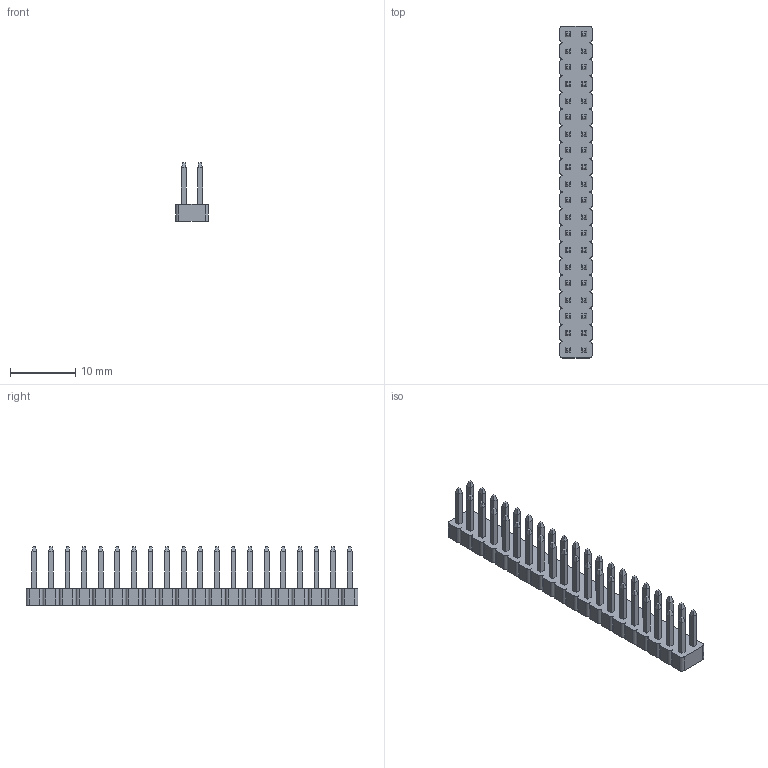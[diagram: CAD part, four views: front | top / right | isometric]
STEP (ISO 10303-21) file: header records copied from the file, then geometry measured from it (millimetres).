
FILE_DESCRIPTION (( 'STEP AP214' ), '1' );
FILE_NAME ('20x2_Male_Pin_Header.STEP', '2018-10-30T05:57:45', ( '' ), ( '' ), 'SwSTEP 2.0', 'SolidWorks 2008', '' );
FILE_SCHEMA (( 'AUTOMOTIVE_DESIGN' ));
Length unit declared in the file: millimetre
Products named in the file (1): 20x2_Male_Pin_Header
Bounding box: 5 x 50.8 x 9 mm (x, y, z)
Volume: 789.6 mm3; surface area: 1582.3 mm2
Topology: 1 solids, 1 shells, 484 faces, 1166 edges, 724 vertices
Faces by surface type: plane 404, cylinder 80
Entity records: 19077 total; most frequent: CARTESIAN_POINT 2375, ORIENTED_EDGE 2332, DIRECTION 2296, EDGE_CURVE 1166, VECTOR 1006, LINE 1006, VERTEX_POINT 724, AXIS2_PLACEMENT_3D 645
